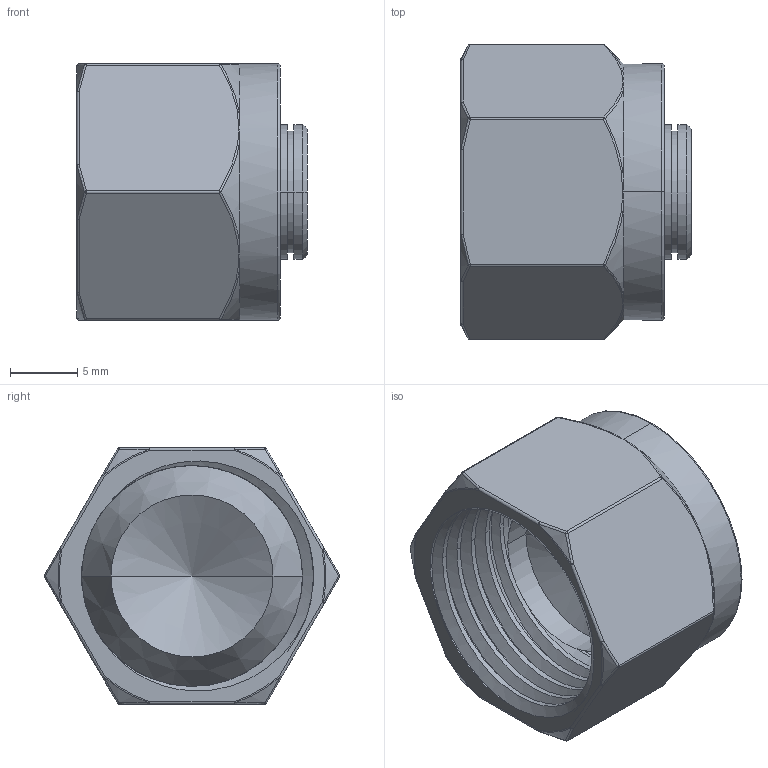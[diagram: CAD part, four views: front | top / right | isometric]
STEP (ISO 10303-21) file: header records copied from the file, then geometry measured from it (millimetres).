
FILE_DESCRIPTION((''),'2;1');
FILE_NAME('001_CPA_MASTER_ASM','2025-06-20T15:15:44',('Administrator'),(''),'CREO PARAMETRIC BY PTC INC, 2020184','CREO PARAMETRIC BY PTC INC, 2020184','');
FILE_SCHEMA(('AUTOMOTIVE_DESIGN { 1 0 10303 214 1 1 1 1 }'));
Length unit declared in the file: millimetre
Products named in the file (3): NUT; DIN2353_TUBE_NUT_CPA; 001_CPA_MASTER_ASM
Assembly tree (2 placements, depth 2):
  001_CPA_MASTER_ASM
    NUT
    DIN2353_TUBE_NUT_CPA
Bounding box: 17.1 x 21.88 x 19 mm (x, y, z)
Volume: 2852 mm3; surface area: 3206 mm2
Topology: 2 solids, 2 shells, 135 faces, 306 edges, 193 vertices
Faces by surface type: cylinder 38, bspline 30, cone 24, sphere 24, plane 11, torus 8
Entity records: 7407 total; most frequent: CARTESIAN_POINT 4286, ORIENTED_EDGE 578, DIRECTION 565, EDGE_CURVE 289, AXIS2_PLACEMENT_3D 243, VERTEX_POINT 160, EDGE_LOOP 139, FACE_OUTER_BOUND 135
